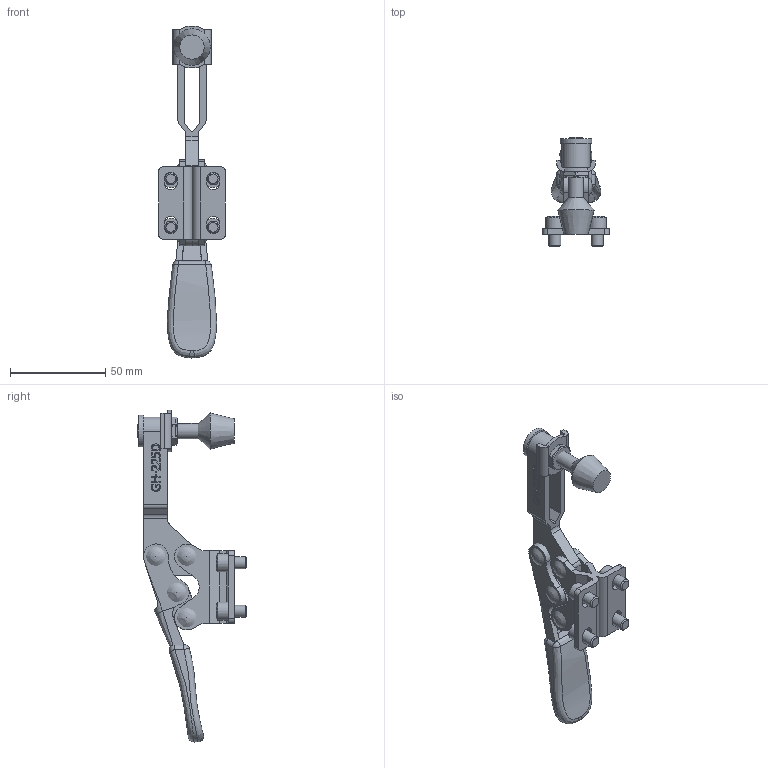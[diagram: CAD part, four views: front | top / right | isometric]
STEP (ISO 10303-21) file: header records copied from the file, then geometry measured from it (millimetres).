
FILE_DESCRIPTION(/* description */ (''),/* implementation_level */ '2;1');
FILE_NAME(/* name */ 'GH-225D-RI.stp',/* time_stamp */ '2023-02-07T08:22:36-05:00',/* author */ ('rwoods'),/* organization */ (''),/* preprocessor_version */ 'ST-DEVELOPER v19.2',/* originating_system */ 'Autodesk Inventor 2023',/* authorisation */ '');
FILE_SCHEMA (('AUTOMOTIVE_DESIGN { 1 0 10303 214 3 1 1 }'));
Length unit declared in the file: inch
Products named in the file (16): GH-225D-RI; GH-225D; Part_3373; Part_3372; Part_3371; Part_3369; Part_3370; Part_4551; Part_5719; Part_145106; SHCS_UNC; 5-16-RI-2.00; .312 x 5-16; Part_117046; Part_130380; Flat-tip Bonded Cap 5-16 dia x 2.0lg
Assembly tree (18 placements, depth 3):
  GH-225D-RI
    GH-225D
      Part_3373
      Part_3372
      Part_3371
      Part_3369
      Part_3370
      Part_4551
      Part_5719
      Part_145106
    SHCS_UNC  x4
    5-16-RI-2.00
      .312 x 5-16
      Part_117046
      Part_130380
      Flat-tip Bonded Cap 5-16 dia x 2.0lg
Bounding box: 35 x 57.14 x 174.03 mm (x, y, z)
Volume: 44501.3 mm3; surface area: 34814.6 mm2
Topology: 16 solids, 16 shells, 562 faces, 1486 edges, 958 vertices
Faces by surface type: plane 282, bspline 156, cylinder 95, cone 25, sphere 4
Full cylindrical faces by diameter (mm): 6.3 x4, 6.35 x14, 6.401 x1, 7.938 x1, 9.398 x4, 16.662 x1
Entity records: 22912 total; most frequent: CARTESIAN_POINT 9888, ORIENTED_EDGE 2780, DIRECTION 2154, EDGE_CURVE 1390, VERTEX_POINT 904, LINE 788, VECTOR 788, AXIS2_PLACEMENT_3D 683
